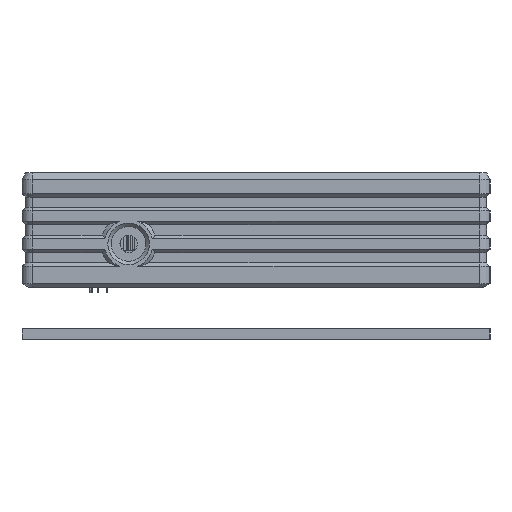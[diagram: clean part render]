
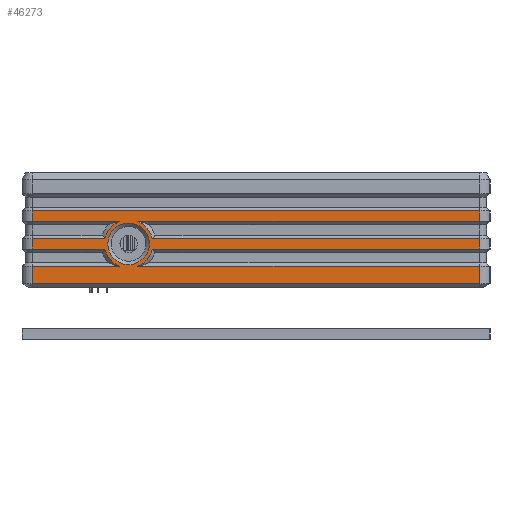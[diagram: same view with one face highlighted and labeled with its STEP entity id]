
A CAD part, left-side view. The second image highlights one B-rep face of the part: STEP entity #46273.
In plain terms, the highlighted planar face has unit normal (-1, 0, 0).
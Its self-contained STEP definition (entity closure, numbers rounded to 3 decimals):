
#2698=CIRCLE('',#49953,6.);
#2700=CIRCLE('',#49956,7.);
#2701=CIRCLE('',#49957,7.);
#2702=CIRCLE('',#49958,7.);
#2703=CIRCLE('',#49959,7.);
#3391=FACE_BOUND('',#7951,.T.);
#5083=FACE_OUTER_BOUND('',#7950,.T.);
#7950=EDGE_LOOP('',(#37532,#37533,#37534,#37535,#37536,#37537,#37538,#37539,
#37540,#37541,#37542,#37543,#37544,#37545,#37546,#37547,#37548,#37549,#37550,
#37551));
#7951=EDGE_LOOP('',(#37552));
#12089=LINE('',#71455,#16817);
#12090=LINE('',#71459,#16818);
#12091=LINE('',#71461,#16819);
#12092=LINE('',#71463,#16820);
#12093=LINE('',#71465,#16821);
#12094=LINE('',#71467,#16822);
#12095=LINE('',#71471,#16823);
#12096=LINE('',#71473,#16824);
#12097=LINE('',#71475,#16825);
#12098=LINE('',#71479,#16826);
#12099=LINE('',#71481,#16827);
#12100=LINE('',#71483,#16828);
#12101=LINE('',#71485,#16829);
#12102=LINE('',#71487,#16830);
#12103=LINE('',#71491,#16831);
#12104=LINE('',#71492,#16832);
#16817=VECTOR('',#59504,10.);
#16818=VECTOR('',#59507,10.);
#16819=VECTOR('',#59508,10.);
#16820=VECTOR('',#59509,10.);
#16821=VECTOR('',#59510,10.);
#16822=VECTOR('',#59511,10.);
#16823=VECTOR('',#59514,10.);
#16824=VECTOR('',#59515,10.);
#16825=VECTOR('',#59516,10.);
#16826=VECTOR('',#59519,10.);
#16827=VECTOR('',#59520,10.);
#16828=VECTOR('',#59521,10.);
#16829=VECTOR('',#59522,10.);
#16830=VECTOR('',#59523,10.);
#16831=VECTOR('',#59526,10.);
#16832=VECTOR('',#59527,10.);
#21082=VERTEX_POINT('',#71447);
#21084=VERTEX_POINT('',#71453);
#21085=VERTEX_POINT('',#71454);
#21086=VERTEX_POINT('',#71456);
#21087=VERTEX_POINT('',#71458);
#21088=VERTEX_POINT('',#71460);
#21089=VERTEX_POINT('',#71462);
#21090=VERTEX_POINT('',#71464);
#21091=VERTEX_POINT('',#71466);
#21092=VERTEX_POINT('',#71468);
#21093=VERTEX_POINT('',#71470);
#21094=VERTEX_POINT('',#71472);
#21095=VERTEX_POINT('',#71474);
#21096=VERTEX_POINT('',#71476);
#21097=VERTEX_POINT('',#71478);
#21098=VERTEX_POINT('',#71480);
#21099=VERTEX_POINT('',#71482);
#21100=VERTEX_POINT('',#71484);
#21101=VERTEX_POINT('',#71486);
#21102=VERTEX_POINT('',#71488);
#21103=VERTEX_POINT('',#71490);
#26779=EDGE_CURVE('',#21082,#21082,#2698,.T.);
#26782=EDGE_CURVE('',#21084,#21085,#12089,.T.);
#26783=EDGE_CURVE('',#21086,#21084,#2700,.T.);
#26784=EDGE_CURVE('',#21087,#21086,#12090,.T.);
#26785=EDGE_CURVE('',#21088,#21087,#12091,.T.);
#26786=EDGE_CURVE('',#21089,#21088,#12092,.T.);
#26787=EDGE_CURVE('',#21090,#21089,#12093,.T.);
#26788=EDGE_CURVE('',#21091,#21090,#12094,.T.);
#26789=EDGE_CURVE('',#21092,#21091,#2701,.T.);
#26790=EDGE_CURVE('',#21093,#21092,#12095,.T.);
#26791=EDGE_CURVE('',#21094,#21093,#12096,.T.);
#26792=EDGE_CURVE('',#21095,#21094,#12097,.T.);
#26793=EDGE_CURVE('',#21096,#21095,#2702,.T.);
#26794=EDGE_CURVE('',#21097,#21096,#12098,.T.);
#26795=EDGE_CURVE('',#21098,#21097,#12099,.T.);
#26796=EDGE_CURVE('',#21099,#21098,#12100,.T.);
#26797=EDGE_CURVE('',#21100,#21099,#12101,.T.);
#26798=EDGE_CURVE('',#21101,#21100,#12102,.T.);
#26799=EDGE_CURVE('',#21102,#21101,#2703,.T.);
#26800=EDGE_CURVE('',#21103,#21102,#12103,.T.);
#26801=EDGE_CURVE('',#21085,#21103,#12104,.T.);
#37532=ORIENTED_EDGE('',*,*,#26782,.F.);
#37533=ORIENTED_EDGE('',*,*,#26783,.F.);
#37534=ORIENTED_EDGE('',*,*,#26784,.F.);
#37535=ORIENTED_EDGE('',*,*,#26785,.F.);
#37536=ORIENTED_EDGE('',*,*,#26786,.F.);
#37537=ORIENTED_EDGE('',*,*,#26787,.F.);
#37538=ORIENTED_EDGE('',*,*,#26788,.F.);
#37539=ORIENTED_EDGE('',*,*,#26789,.F.);
#37540=ORIENTED_EDGE('',*,*,#26790,.F.);
#37541=ORIENTED_EDGE('',*,*,#26791,.F.);
#37542=ORIENTED_EDGE('',*,*,#26792,.F.);
#37543=ORIENTED_EDGE('',*,*,#26793,.F.);
#37544=ORIENTED_EDGE('',*,*,#26794,.F.);
#37545=ORIENTED_EDGE('',*,*,#26795,.F.);
#37546=ORIENTED_EDGE('',*,*,#26796,.F.);
#37547=ORIENTED_EDGE('',*,*,#26797,.F.);
#37548=ORIENTED_EDGE('',*,*,#26798,.F.);
#37549=ORIENTED_EDGE('',*,*,#26799,.F.);
#37550=ORIENTED_EDGE('',*,*,#26800,.F.);
#37551=ORIENTED_EDGE('',*,*,#26801,.F.);
#37552=ORIENTED_EDGE('',*,*,#26779,.F.);
#42910=PLANE('',#49955);
#46273=ADVANCED_FACE('',(#5083,#3391),#42910,.T.);
#49953=AXIS2_PLACEMENT_3D('',#71448,#59497,#59498);
#49955=AXIS2_PLACEMENT_3D('',#71452,#59502,#59503);
#49956=AXIS2_PLACEMENT_3D('',#71457,#59505,#59506);
#49957=AXIS2_PLACEMENT_3D('',#71469,#59512,#59513);
#49958=AXIS2_PLACEMENT_3D('',#71477,#59517,#59518);
#49959=AXIS2_PLACEMENT_3D('',#71489,#59524,#59525);
#59497=DIRECTION('center_axis',(-1.,0.,0.));
#59498=DIRECTION('ref_axis',(0.,-1.,0.));
#59502=DIRECTION('center_axis',(-1.,0.,0.));
#59503=DIRECTION('ref_axis',(0.,1.,0.));
#59504=DIRECTION('',(0.,-1.,0.));
#59505=DIRECTION('center_axis',(1.,0.,0.));
#59506=DIRECTION('ref_axis',(0.,-1.,0.));
#59507=DIRECTION('',(0.,1.,0.));
#59508=DIRECTION('',(0.,0.,-1.));
#59509=DIRECTION('',(0.,-1.,0.));
#59510=DIRECTION('',(0.,0.,1.));
#59511=DIRECTION('',(0.,1.,0.));
#59512=DIRECTION('center_axis',(1.,0.,0.));
#59513=DIRECTION('ref_axis',(0.,1.,0.));
#59514=DIRECTION('',(0.,-1.,0.));
#59515=DIRECTION('',(0.,0.,1.));
#59516=DIRECTION('',(0.,1.,0.));
#59517=DIRECTION('center_axis',(1.,0.,0.));
#59518=DIRECTION('ref_axis',(0.,1.,0.));
#59519=DIRECTION('',(0.,-1.,0.));
#59520=DIRECTION('',(0.,0.,1.));
#59521=DIRECTION('',(0.,1.,0.));
#59522=DIRECTION('',(0.,0.,-1.));
#59523=DIRECTION('',(0.,-1.,0.));
#59524=DIRECTION('center_axis',(1.,0.,0.));
#59525=DIRECTION('ref_axis',(0.,-1.,0.));
#59526=DIRECTION('',(0.,1.,0.));
#59527=DIRECTION('',(0.,0.,-1.));
#71447=CARTESIAN_POINT('',(-10.,98.6,-8.5));
#71448=CARTESIAN_POINT('Origin',(-10.,92.6,-8.5));
#71452=CARTESIAN_POINT('Origin',(-10.,-11.65,12.));
#71453=CARTESIAN_POINT('',(-10.,85.763,-7.));
#71454=CARTESIAN_POINT('',(-10.,-8.65,-7.));
#71455=CARTESIAN_POINT('',(-10.,-11.65,-7.));
#71456=CARTESIAN_POINT('',(-10.,90.002,-2.));
#71457=CARTESIAN_POINT('Origin',(-10.,92.6,-8.5));
#71458=CARTESIAN_POINT('',(-10.,-8.65,-2.));
#71459=CARTESIAN_POINT('',(-10.,-11.65,-2.));
#71460=CARTESIAN_POINT('',(-10.,-8.65,1.));
#71461=CARTESIAN_POINT('',(-10.,-8.65,12.));
#71462=CARTESIAN_POINT('',(-10.,120.35,1.));
#71463=CARTESIAN_POINT('',(-10.,-11.65,1.));
#71464=CARTESIAN_POINT('',(-10.,120.35,-2.));
#71465=CARTESIAN_POINT('',(-10.,120.35,12.));
#71466=CARTESIAN_POINT('',(-10.,95.198,-2.));
#71467=CARTESIAN_POINT('',(-10.,-11.65,-2.));
#71468=CARTESIAN_POINT('',(-10.,99.437,-7.));
#71469=CARTESIAN_POINT('Origin',(-10.,92.6,-8.5));
#71470=CARTESIAN_POINT('',(-10.,120.35,-7.));
#71471=CARTESIAN_POINT('',(-10.,-11.65,-7.));
#71472=CARTESIAN_POINT('',(-10.,120.35,-10.));
#71473=CARTESIAN_POINT('',(-10.,120.35,12.));
#71474=CARTESIAN_POINT('',(-10.,99.437,-10.));
#71475=CARTESIAN_POINT('',(-10.,-11.65,-10.));
#71476=CARTESIAN_POINT('',(-10.,95.198,-15.));
#71477=CARTESIAN_POINT('Origin',(-10.,92.6,-8.5));
#71478=CARTESIAN_POINT('',(-10.,120.35,-15.));
#71479=CARTESIAN_POINT('',(-10.,-11.65,-15.));
#71480=CARTESIAN_POINT('',(-10.,120.35,-20.));
#71481=CARTESIAN_POINT('',(-10.,120.35,12.));
#71482=CARTESIAN_POINT('',(-10.,-8.65,-20.));
#71483=CARTESIAN_POINT('',(-10.,22.1,-20.));
#71484=CARTESIAN_POINT('',(-10.,-8.65,-15.));
#71485=CARTESIAN_POINT('',(-10.,-8.65,12.));
#71486=CARTESIAN_POINT('',(-10.,90.002,-15.));
#71487=CARTESIAN_POINT('',(-10.,-11.65,-15.));
#71488=CARTESIAN_POINT('',(-10.,85.763,-10.));
#71489=CARTESIAN_POINT('Origin',(-10.,92.6,-8.5));
#71490=CARTESIAN_POINT('',(-10.,-8.65,-10.));
#71491=CARTESIAN_POINT('',(-10.,-11.65,-10.));
#71492=CARTESIAN_POINT('',(-10.,-8.65,12.));
